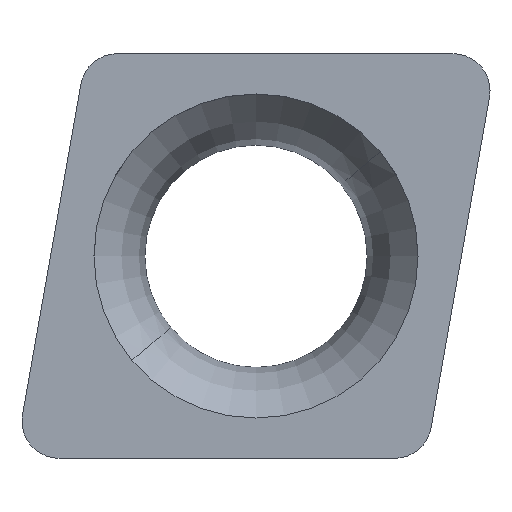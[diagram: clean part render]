
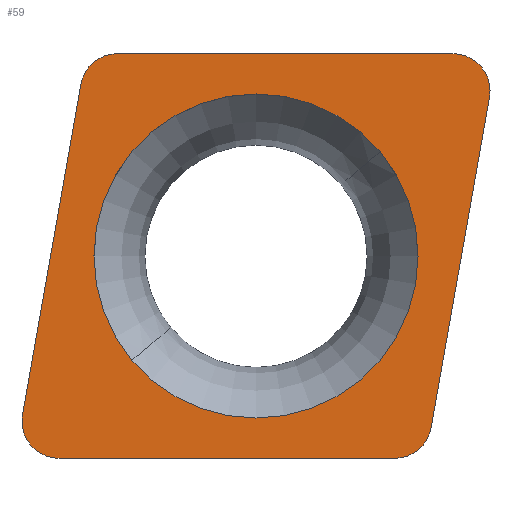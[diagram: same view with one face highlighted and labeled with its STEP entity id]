
A CAD part, top view. The second image highlights one B-rep face of the part: STEP entity #59.
In plain terms, the highlighted planar face has unit normal (0, 0, 1).
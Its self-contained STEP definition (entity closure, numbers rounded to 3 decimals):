
#59=ADVANCED_FACE('',(#81,#82),#75,.T.);
#75=PLANE('',#432);
#81=FACE_BOUND('',#85,.T.);
#82=FACE_BOUND('',#86,.T.);
#85=EDGE_LOOP('',(#103,#104,#105,#106,#107,#108,#109,#110,#111,#112));
#86=EDGE_LOOP('',(#113,#114));
#103=ORIENTED_EDGE('',*,*,#215,.T.);
#104=ORIENTED_EDGE('',*,*,#216,.T.);
#105=ORIENTED_EDGE('',*,*,#217,.T.);
#106=ORIENTED_EDGE('',*,*,#218,.T.);
#107=ORIENTED_EDGE('',*,*,#219,.T.);
#108=ORIENTED_EDGE('',*,*,#220,.T.);
#109=ORIENTED_EDGE('',*,*,#221,.T.);
#110=ORIENTED_EDGE('',*,*,#222,.T.);
#111=ORIENTED_EDGE('',*,*,#223,.T.);
#112=ORIENTED_EDGE('',*,*,#224,.T.);
#113=ORIENTED_EDGE('',*,*,#225,.T.);
#114=ORIENTED_EDGE('',*,*,#226,.T.);
#187=VERTEX_POINT('',#599);
#188=VERTEX_POINT('',#600);
#189=VERTEX_POINT('',#602);
#190=VERTEX_POINT('',#604);
#191=VERTEX_POINT('',#606);
#192=VERTEX_POINT('',#608);
#193=VERTEX_POINT('',#610);
#194=VERTEX_POINT('',#612);
#195=VERTEX_POINT('',#614);
#196=VERTEX_POINT('',#616);
#197=VERTEX_POINT('',#619);
#198=VERTEX_POINT('',#620);
#215=EDGE_CURVE('',#187,#188,#263,.T.);
#216=EDGE_CURVE('',#188,#189,#325,.T.);
#217=EDGE_CURVE('',#189,#190,#264,.T.);
#218=EDGE_CURVE('',#190,#191,#265,.T.);
#219=EDGE_CURVE('',#191,#192,#326,.T.);
#220=EDGE_CURVE('',#192,#193,#266,.T.);
#221=EDGE_CURVE('',#193,#194,#327,.T.);
#222=EDGE_CURVE('',#194,#195,#267,.T.);
#223=EDGE_CURVE('',#195,#196,#268,.T.);
#224=EDGE_CURVE('',#196,#187,#328,.T.);
#225=EDGE_CURVE('',#197,#198,#269,.T.);
#226=EDGE_CURVE('',#198,#197,#270,.T.);
#263=CIRCLE('',#424,0.4);
#264=CIRCLE('',#425,0.4);
#265=CIRCLE('',#426,0.4);
#266=CIRCLE('',#427,0.4);
#267=CIRCLE('',#428,0.4);
#268=CIRCLE('',#429,0.4);
#269=CIRCLE('',#430,1.75);
#270=CIRCLE('',#431,1.75);
#325=LINE('',#601,#349);
#326=LINE('',#607,#350);
#327=LINE('',#611,#351);
#328=LINE('',#617,#352);
#349=VECTOR('',#488,1.);
#350=VECTOR('',#493,1.);
#351=VECTOR('',#496,1.);
#352=VECTOR('',#501,1.);
#424=AXIS2_PLACEMENT_3D('',#598,#486,#487);
#425=AXIS2_PLACEMENT_3D('',#603,#489,#490);
#426=AXIS2_PLACEMENT_3D('',#605,#491,#492);
#427=AXIS2_PLACEMENT_3D('',#609,#494,#495);
#428=AXIS2_PLACEMENT_3D('',#613,#497,#498);
#429=AXIS2_PLACEMENT_3D('',#615,#499,#500);
#430=AXIS2_PLACEMENT_3D('',#618,#502,#503);
#431=AXIS2_PLACEMENT_3D('',#621,#504,#505);
#432=AXIS2_PLACEMENT_3D('',#622,#506,#507);
#486=DIRECTION('',(0.,0.,1.));
#487=DIRECTION('',(0.985,-0.174,0.));
#488=DIRECTION('',(-1.,0.,0.));
#489=DIRECTION('',(0.,0.,1.));
#490=DIRECTION('',(0.,1.,0.));
#491=DIRECTION('',(0.,0.,1.));
#492=DIRECTION('',(-0.643,0.766,0.));
#493=DIRECTION('',(-0.174,-0.985,0.));
#494=DIRECTION('',(0.,0.,1.));
#495=DIRECTION('',(-0.985,0.174,0.));
#496=DIRECTION('',(1.,0.,0.));
#497=DIRECTION('',(0.,0.,1.));
#498=DIRECTION('',(0.,-1.,0.));
#499=DIRECTION('',(0.,0.,1.));
#500=DIRECTION('',(0.643,-0.766,0.));
#501=DIRECTION('',(0.174,0.985,0.));
#502=DIRECTION('',(0.,0.,-1.));
#503=DIRECTION('',(0.766,0.643,0.));
#504=DIRECTION('',(0.,0.,-1.));
#505=DIRECTION('',(-0.766,-0.643,0.));
#506=DIRECTION('',(0.,0.,1.));
#507=DIRECTION('',(0.643,-0.766,0.));
#598=CARTESIAN_POINT('',(2.127,1.785,0.));
#599=CARTESIAN_POINT('',(2.521,1.716,0.));
#600=CARTESIAN_POINT('',(2.127,2.185,0.));
#601=CARTESIAN_POINT('',(2.127,2.185,0.));
#602=CARTESIAN_POINT('',(-1.498,2.185,0.));
#603=CARTESIAN_POINT('',(-1.498,1.785,0.));
#604=CARTESIAN_POINT('',(-1.755,2.091,0.));
#605=CARTESIAN_POINT('',(-1.498,1.785,0.));
#606=CARTESIAN_POINT('',(-1.892,1.854,0.));
#607=CARTESIAN_POINT('',(-1.892,1.854,0.));
#608=CARTESIAN_POINT('',(-2.521,-1.716,0.));
#609=CARTESIAN_POINT('',(-2.127,-1.785,0.));
#610=CARTESIAN_POINT('',(-2.127,-2.185,0.));
#611=CARTESIAN_POINT('',(-2.127,-2.185,0.));
#612=CARTESIAN_POINT('',(1.498,-2.185,0.));
#613=CARTESIAN_POINT('',(1.498,-1.785,0.));
#614=CARTESIAN_POINT('',(1.755,-2.091,0.));
#615=CARTESIAN_POINT('',(1.498,-1.785,0.));
#616=CARTESIAN_POINT('',(1.892,-1.854,0.));
#617=CARTESIAN_POINT('',(1.892,-1.854,0.));
#618=CARTESIAN_POINT('',(0.,0.,0.));
#619=CARTESIAN_POINT('',(1.341,1.125,0.));
#620=CARTESIAN_POINT('',(-1.341,-1.125,0.));
#621=CARTESIAN_POINT('',(0.,0.,0.));
#622=CARTESIAN_POINT('',(0.,0.,0.));
